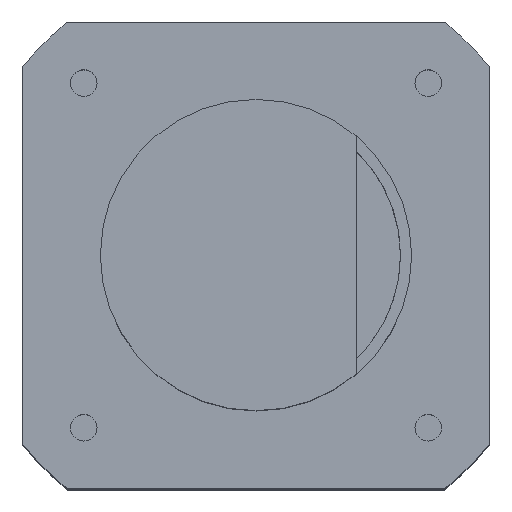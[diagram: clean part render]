
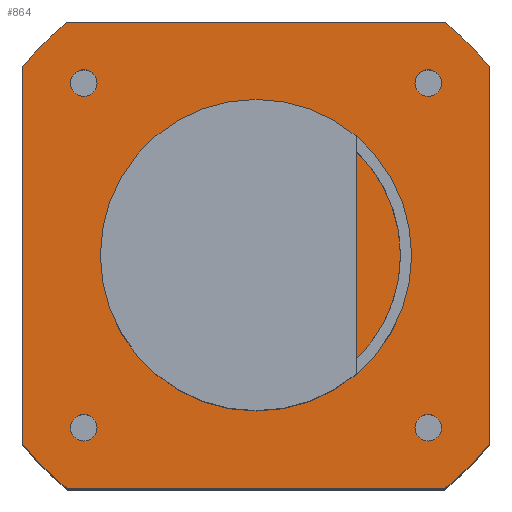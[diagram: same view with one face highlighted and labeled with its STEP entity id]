
A CAD part, top view. The second image highlights one B-rep face of the part: STEP entity #864.
In plain terms, the highlighted planar face has unit normal (0, 0, 1).
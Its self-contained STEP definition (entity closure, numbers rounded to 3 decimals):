
#455=DIRECTION('',(0.,1.,0.));
#456=VECTOR('',#455,33.941);
#457=CARTESIAN_POINT('',(-21.,-16.971,9.2));
#458=LINE('',#457,#456);
#459=CARTESIAN_POINT('',(0.,0.,9.2));
#460=DIRECTION('',(0.,0.,-1.));
#461=DIRECTION('',(-0.778,0.629,0.));
#462=AXIS2_PLACEMENT_3D('',#459,#460,#461);
#464=DIRECTION('',(1.,0.,0.));
#465=VECTOR('',#464,33.941);
#466=CARTESIAN_POINT('',(-16.971,21.,9.2));
#467=LINE('',#466,#465);
#468=CARTESIAN_POINT('',(0.,0.,9.2));
#469=DIRECTION('',(0.,0.,-1.));
#470=DIRECTION('',(0.629,0.778,0.));
#471=AXIS2_PLACEMENT_3D('',#468,#469,#470);
#473=DIRECTION('',(0.,-1.,0.));
#474=VECTOR('',#473,33.941);
#475=CARTESIAN_POINT('',(21.,16.971,9.2));
#476=LINE('',#475,#474);
#477=CARTESIAN_POINT('',(0.,0.,9.2));
#478=DIRECTION('',(0.,0.,-1.));
#479=DIRECTION('',(0.778,-0.629,0.));
#480=AXIS2_PLACEMENT_3D('',#477,#478,#479);
#482=DIRECTION('',(-1.,0.,0.));
#483=VECTOR('',#482,33.941);
#484=CARTESIAN_POINT('',(16.971,-21.,9.2));
#485=LINE('',#484,#483);
#486=CARTESIAN_POINT('',(0.,0.,9.2));
#487=DIRECTION('',(0.,0.,-1.));
#488=DIRECTION('',(-0.629,-0.778,0.));
#489=AXIS2_PLACEMENT_3D('',#486,#487,#488);
#491=CARTESIAN_POINT('',(15.5,15.5,9.2));
#492=DIRECTION('',(0.,0.,1.));
#493=DIRECTION('',(-1.,0.,0.));
#494=AXIS2_PLACEMENT_3D('',#491,#492,#493);
#496=CARTESIAN_POINT('',(15.5,15.5,9.2));
#497=DIRECTION('',(0.,0.,1.));
#498=DIRECTION('',(1.,0.,0.));
#499=AXIS2_PLACEMENT_3D('',#496,#497,#498);
#501=CARTESIAN_POINT('',(-15.5,-15.5,9.2));
#502=DIRECTION('',(0.,0.,1.));
#503=DIRECTION('',(-1.,0.,0.));
#504=AXIS2_PLACEMENT_3D('',#501,#502,#503);
#506=CARTESIAN_POINT('',(-15.5,-15.5,9.2));
#507=DIRECTION('',(0.,0.,1.));
#508=DIRECTION('',(1.,0.,0.));
#509=AXIS2_PLACEMENT_3D('',#506,#507,#508);
#511=CARTESIAN_POINT('',(15.5,-15.5,9.2));
#512=DIRECTION('',(0.,0.,1.));
#513=DIRECTION('',(-1.,0.,0.));
#514=AXIS2_PLACEMENT_3D('',#511,#512,#513);
#516=CARTESIAN_POINT('',(15.5,-15.5,9.2));
#517=DIRECTION('',(0.,0.,1.));
#518=DIRECTION('',(1.,0.,0.));
#519=AXIS2_PLACEMENT_3D('',#516,#517,#518);
#521=CARTESIAN_POINT('',(0.,0.,9.2));
#522=DIRECTION('',(0.,0.,1.));
#523=DIRECTION('',(-1.,0.,0.));
#524=AXIS2_PLACEMENT_3D('',#521,#522,#523);
#526=CARTESIAN_POINT('',(0.,0.,9.2));
#527=DIRECTION('',(0.,0.,1.));
#528=DIRECTION('',(1.,0.,0.));
#529=AXIS2_PLACEMENT_3D('',#526,#527,#528);
#531=CARTESIAN_POINT('',(-15.5,15.5,9.2));
#532=DIRECTION('',(0.,0.,1.));
#533=DIRECTION('',(-1.,0.,0.));
#534=AXIS2_PLACEMENT_3D('',#531,#532,#533);
#536=CARTESIAN_POINT('',(-15.5,15.5,9.2));
#537=DIRECTION('',(0.,0.,1.));
#538=DIRECTION('',(1.,0.,0.));
#539=AXIS2_PLACEMENT_3D('',#536,#537,#538);
#617=CARTESIAN_POINT('',(-14.3,15.5,9.2));
#618=VERTEX_POINT('',#617);
#619=CARTESIAN_POINT('',(-16.7,15.5,9.2));
#620=VERTEX_POINT('',#619);
#621=CARTESIAN_POINT('',(-21.,-16.971,9.2));
#622=CARTESIAN_POINT('',(-21.,16.971,9.2));
#623=VERTEX_POINT('',#621);
#624=VERTEX_POINT('',#622);
#625=CARTESIAN_POINT('',(-16.971,21.,9.2));
#626=VERTEX_POINT('',#625);
#627=CARTESIAN_POINT('',(16.971,21.,9.2));
#628=VERTEX_POINT('',#627);
#629=CARTESIAN_POINT('',(21.,16.971,9.2));
#630=VERTEX_POINT('',#629);
#631=CARTESIAN_POINT('',(21.,-16.971,9.2));
#632=VERTEX_POINT('',#631);
#633=CARTESIAN_POINT('',(16.971,-21.,9.2));
#634=VERTEX_POINT('',#633);
#635=CARTESIAN_POINT('',(-16.971,-21.,9.2));
#636=VERTEX_POINT('',#635);
#637=CARTESIAN_POINT('',(14.3,15.5,9.2));
#638=CARTESIAN_POINT('',(16.7,15.5,9.2));
#639=VERTEX_POINT('',#637);
#640=VERTEX_POINT('',#638);
#641=CARTESIAN_POINT('',(-16.7,-15.5,9.2));
#642=CARTESIAN_POINT('',(-14.3,-15.5,9.2));
#643=VERTEX_POINT('',#641);
#644=VERTEX_POINT('',#642);
#645=CARTESIAN_POINT('',(14.3,-15.5,9.2));
#646=CARTESIAN_POINT('',(16.7,-15.5,9.2));
#647=VERTEX_POINT('',#645);
#648=VERTEX_POINT('',#646);
#649=CARTESIAN_POINT('',(-4.5,0.,9.2));
#650=CARTESIAN_POINT('',(4.5,0.,9.2));
#651=VERTEX_POINT('',#649);
#652=VERTEX_POINT('',#650);
#819=CARTESIAN_POINT('',(0.,0.,9.2));
#820=DIRECTION('',(0.,0.,1.));
#821=DIRECTION('',(1.,0.,0.));
#822=AXIS2_PLACEMENT_3D('',#819,#820,#821);
#823=PLANE('',#822);
#824=ORIENTED_EDGE('',*,*,#715,.T.);
#825=ORIENTED_EDGE('',*,*,#730,.T.);
#826=ORIENTED_EDGE('',*,*,#744,.T.);
#827=ORIENTED_EDGE('',*,*,#758,.T.);
#828=ORIENTED_EDGE('',*,*,#772,.T.);
#829=ORIENTED_EDGE('',*,*,#786,.T.);
#830=ORIENTED_EDGE('',*,*,#800,.T.);
#831=ORIENTED_EDGE('',*,*,#813,.T.);
#832=EDGE_LOOP('',(#824,#825,#826,#827,#828,#829,#830,#831));
#833=FACE_OUTER_BOUND('',#832,.F.);
#835=ORIENTED_EDGE('',*,*,#834,.T.);
#837=ORIENTED_EDGE('',*,*,#836,.T.);
#838=EDGE_LOOP('',(#835,#837));
#839=FACE_BOUND('',#838,.F.);
#841=ORIENTED_EDGE('',*,*,#840,.T.);
#843=ORIENTED_EDGE('',*,*,#842,.T.);
#844=EDGE_LOOP('',(#841,#843));
#845=FACE_BOUND('',#844,.F.);
#847=ORIENTED_EDGE('',*,*,#846,.T.);
#849=ORIENTED_EDGE('',*,*,#848,.T.);
#850=EDGE_LOOP('',(#847,#849));
#851=FACE_BOUND('',#850,.F.);
#853=ORIENTED_EDGE('',*,*,#852,.T.);
#855=ORIENTED_EDGE('',*,*,#854,.T.);
#856=EDGE_LOOP('',(#853,#855));
#857=FACE_BOUND('',#856,.F.);
#859=ORIENTED_EDGE('',*,*,#858,.T.);
#861=ORIENTED_EDGE('',*,*,#860,.T.);
#862=EDGE_LOOP('',(#859,#861));
#863=FACE_BOUND('',#862,.F.);
#864=ADVANCED_FACE('',(#833,#839,#845,#851,#857,#863),#823,.T.);
#463=CIRCLE('',#462,27.);
#472=CIRCLE('',#471,27.);
#481=CIRCLE('',#480,27.);
#490=CIRCLE('',#489,27.);
#495=CIRCLE('',#494,1.2);
#500=CIRCLE('',#499,1.2);
#505=CIRCLE('',#504,1.2);
#510=CIRCLE('',#509,1.2);
#515=CIRCLE('',#514,1.2);
#520=CIRCLE('',#519,1.2);
#525=CIRCLE('',#524,4.5);
#530=CIRCLE('',#529,4.5);
#535=CIRCLE('',#534,1.2);
#540=CIRCLE('',#539,1.2);
#715=EDGE_CURVE('',#623,#624,#458,.T.);
#730=EDGE_CURVE('',#624,#626,#463,.T.);
#744=EDGE_CURVE('',#626,#628,#467,.T.);
#758=EDGE_CURVE('',#628,#630,#472,.T.);
#772=EDGE_CURVE('',#630,#632,#476,.T.);
#786=EDGE_CURVE('',#632,#634,#481,.T.);
#800=EDGE_CURVE('',#634,#636,#485,.T.);
#813=EDGE_CURVE('',#636,#623,#490,.T.);
#834=EDGE_CURVE('',#639,#640,#495,.T.);
#836=EDGE_CURVE('',#640,#639,#500,.T.);
#840=EDGE_CURVE('',#643,#644,#505,.T.);
#842=EDGE_CURVE('',#644,#643,#510,.T.);
#846=EDGE_CURVE('',#647,#648,#515,.T.);
#848=EDGE_CURVE('',#648,#647,#520,.T.);
#852=EDGE_CURVE('',#651,#652,#525,.T.);
#854=EDGE_CURVE('',#652,#651,#530,.T.);
#858=EDGE_CURVE('',#620,#618,#535,.T.);
#860=EDGE_CURVE('',#618,#620,#540,.T.);
